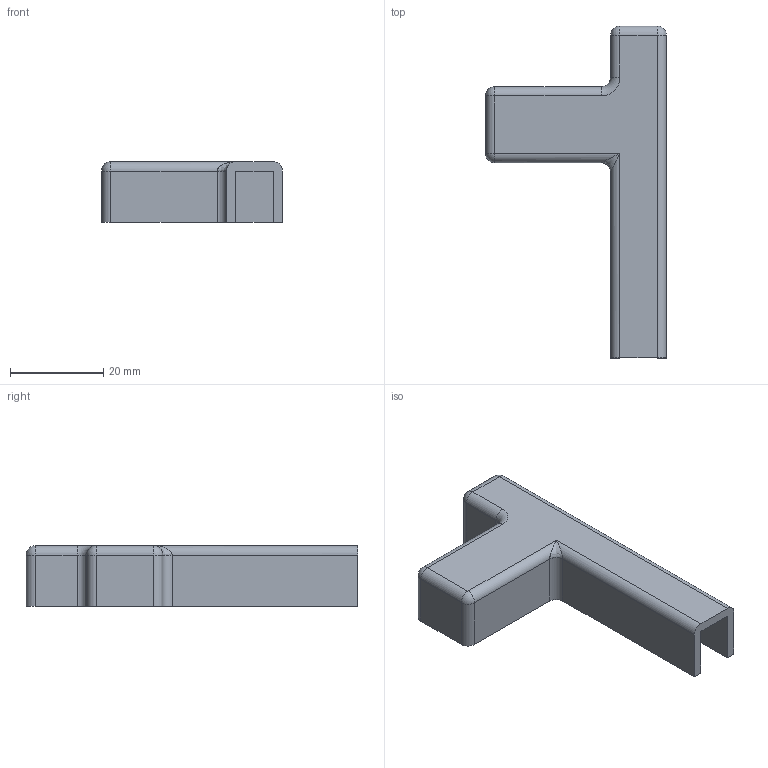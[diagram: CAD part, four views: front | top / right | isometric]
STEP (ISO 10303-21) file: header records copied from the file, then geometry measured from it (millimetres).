
FILE_DESCRIPTION (( 'STEP AP214' ), '1' );
FILE_NAME ('Conduit 100 Inside Right.STEP', '2023-06-09T20:57:33', ( '' ), ( '' ), 'SwSTEP 2.0', 'SolidWorks 2022', '' );
FILE_SCHEMA (( 'AUTOMOTIVE_DESIGN' ));
Length unit declared in the file: millimetre
Products named in the file (1): Conduit 100 Inside Right
Bounding box: 38.8 x 71.15 x 13 mm (x, y, z)
Volume: 7147.5 mm3; surface area: 7442.2 mm2
Topology: 1 solids, 1 shells, 41 faces, 105 edges, 61 vertices
Faces by surface type: plane 22, cylinder 13, sphere 4, bspline 1, torus 1
Entity records: 1260 total; most frequent: CARTESIAN_POINT 256, DIRECTION 205, ORIENTED_EDGE 200, EDGE_CURVE 100, LINE 73, VECTOR 73, AXIS2_PLACEMENT_3D 66, VERTEX_POINT 61
